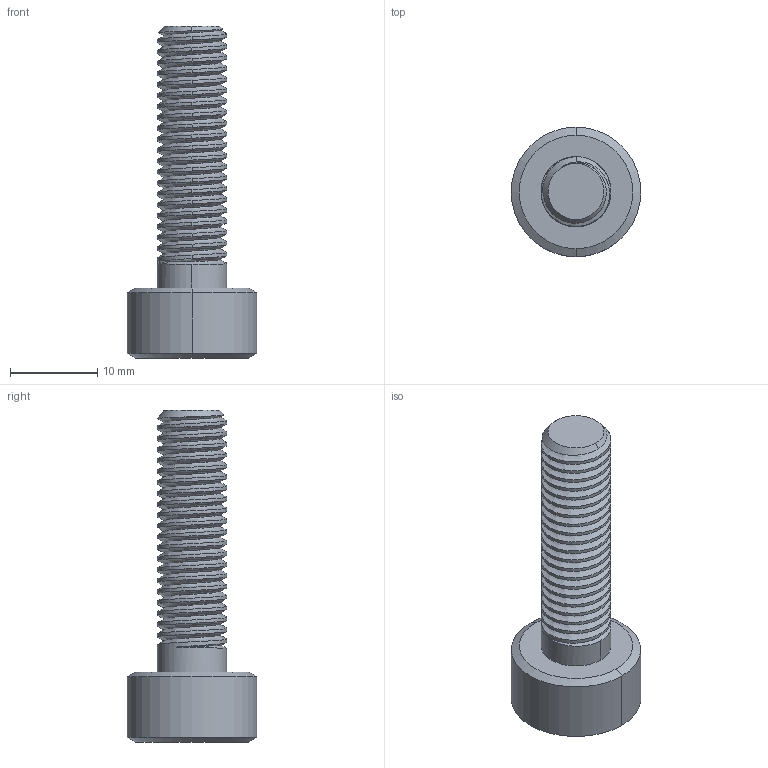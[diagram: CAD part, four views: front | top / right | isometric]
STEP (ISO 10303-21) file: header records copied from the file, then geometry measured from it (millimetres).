
FILE_DESCRIPTION (( 'STEP AP203' ), '1' );
FILE_NAME ('ALLEN KEY SCREW.STEP', '2020-06-12T17:01:12', ( '' ), ( '' ), 'SwSTEP 2.0', 'SolidWorks 2018', '' );
FILE_SCHEMA (( 'CONFIG_CONTROL_DESIGN' ));
Length unit declared in the file: millimetre
Products named in the file (1): ALLEN KEY SCREW
Bounding box: 14.84 x 14.84 x 38 mm (x, y, z)
Volume: 2439.8 mm3; surface area: 1953 mm2
Topology: 1 solids, 1 shells, 73 faces, 190 edges, 119 vertices
Faces by surface type: cylinder 45, plane 15, cone 11, bspline 2
Entity records: 9738 total; most frequent: CARTESIAN_POINT 8075, ORIENTED_EDGE 376, DIRECTION 254, EDGE_CURVE 188, VERTEX_POINT 119, B_SPLINE_CURVE_WITH_KNOTS 99, AXIS2_PLACEMENT_3D 93, EDGE_LOOP 75
